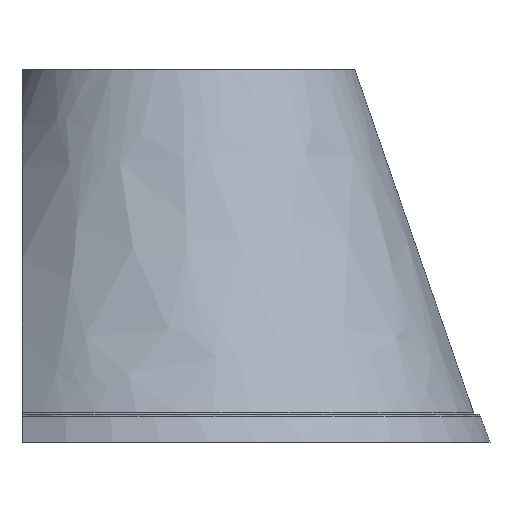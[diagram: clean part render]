
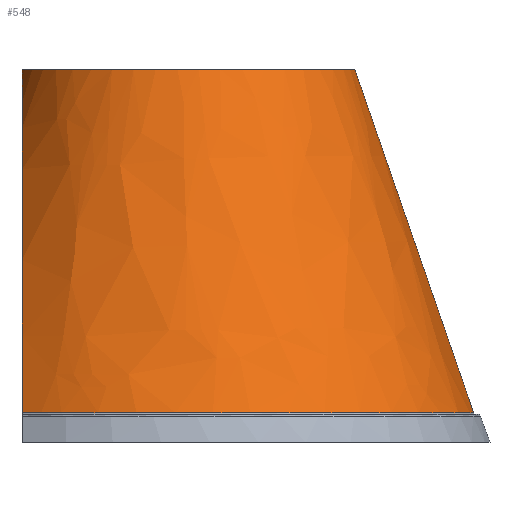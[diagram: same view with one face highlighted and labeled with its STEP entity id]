
A CAD part, front view. The second image highlights one B-rep face of the part: STEP entity #548.
In plain terms, the highlighted free-form (B-spline) face has degree [2, 1] with [5, 2] control points.
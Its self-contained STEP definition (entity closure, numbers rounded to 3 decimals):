
#113=(
BOUNDED_SURFACE()
B_SPLINE_SURFACE(2,1,((#12529,#12530),(#12531,#12532),(#12533,#12534),(#12535,
#12536),(#12537,#12538)),.UNSPECIFIED.,.F.,.F.,.F.)
B_SPLINE_SURFACE_WITH_KNOTS((3,2,3),(2,2),(389.989,582.027,
774.064),(200.003,342.664),.UNSPECIFIED.)
GEOMETRIC_REPRESENTATION_ITEM()
RATIONAL_B_SPLINE_SURFACE(((1.,1.),(0.711,0.711),
(1.,1.),(0.711,0.711),(1.,1.)))
REPRESENTATION_ITEM('')
SURFACE()
);
#249=(
BOUNDED_CURVE()
B_SPLINE_CURVE(2,(#9351,#9352,#9353,#9354,#9355),.UNSPECIFIED.,.F.,.F.)
B_SPLINE_CURVE_WITH_KNOTS((3,2,3),(389.989,582.027,774.064),
.UNSPECIFIED.)
CURVE()
GEOMETRIC_REPRESENTATION_ITEM()
RATIONAL_B_SPLINE_CURVE((1.,0.711,1.,0.711,1.))
REPRESENTATION_ITEM('')
);
#250=(
BOUNDED_CURVE()
B_SPLINE_CURVE(1,(#9356,#9357),.UNSPECIFIED.,.F.,.F.)
B_SPLINE_CURVE_WITH_KNOTS((2,2),(200.003,342.664),.UNSPECIFIED.)
CURVE()
GEOMETRIC_REPRESENTATION_ITEM()
RATIONAL_B_SPLINE_CURVE((1.,1.))
REPRESENTATION_ITEM('')
);
#251=(
BOUNDED_CURVE()
B_SPLINE_CURVE(2,(#9358,#9359,#9360,#9361,#9362),.UNSPECIFIED.,.F.,.F.)
B_SPLINE_CURVE_WITH_KNOTS((3,2,3),(-774.064,-582.027,-502.913),
.UNSPECIFIED.)
CURVE()
GEOMETRIC_REPRESENTATION_ITEM()
RATIONAL_B_SPLINE_CURVE((1.,0.711,1.,0.95,1.))
REPRESENTATION_ITEM('')
);
#548=ADVANCED_FACE('',(#785),#113,.T.);
#785=FACE_OUTER_BOUND('',#1029,.T.);
#1029=EDGE_LOOP('',(#2275,#2276,#2277,#2278));
#2275=ORIENTED_EDGE('',*,*,#3202,.T.);
#2276=ORIENTED_EDGE('',*,*,#3199,.T.);
#2277=ORIENTED_EDGE('',*,*,#3200,.T.);
#2278=ORIENTED_EDGE('',*,*,#3201,.T.);
#3199=EDGE_CURVE('',#3864,#3865,#249,.T.);
#3200=EDGE_CURVE('',#3865,#3866,#250,.T.);
#3201=EDGE_CURVE('',#3866,#3867,#251,.T.);
#3202=EDGE_CURVE('',#3867,#3864,#4719,.T.);
#3864=VERTEX_POINT('',#13058);
#3865=VERTEX_POINT('',#13059);
#3866=VERTEX_POINT('',#13060);
#3867=VERTEX_POINT('',#13061);
#4719=B_SPLINE_CURVE_WITH_KNOTS('',3,(#9363,#9364,#9365,#9366,#9367,#9368,
#9369,#9370,#9371,#9372),.UNSPECIFIED.,.F.,.F.,(4,2,2,2,4),(0.,0.492,
0.747,0.873,1.),.UNSPECIFIED.);
#9351=CARTESIAN_POINT('',(0.,-1.569,73.25));
#9352=CARTESIAN_POINT('',(1.55,-66.139,73.25));
#9353=CARTESIAN_POINT('',(66.135,-65.364,73.25));
#9354=CARTESIAN_POINT('',(130.719,-64.589,73.25));
#9355=CARTESIAN_POINT('',(130.719,0.,73.25));
#9356=CARTESIAN_POINT('',(130.719,0.,73.25));
#9357=CARTESIAN_POINT('',(177.346,0.,-61.577));
#9358=CARTESIAN_POINT('',(177.346,0.,-61.577));
#9359=CARTESIAN_POINT('',(177.346,-110.66,-61.577));
#9360=CARTESIAN_POINT('',(66.694,-111.988,-61.577));
#9361=CARTESIAN_POINT('',(29.891,-112.43,-61.577));
#9362=CARTESIAN_POINT('',(0.,-90.954,-61.577));
#9363=CARTESIAN_POINT('',(0.,-90.954,-61.577));
#9364=CARTESIAN_POINT('',(0.,-78.583,-32.527));
#9365=CARTESIAN_POINT('',(-0.027,-64.227,-0.683));
#9366=CARTESIAN_POINT('',(0.037,-42.433,37.7));
#9367=CARTESIAN_POINT('',(0.009,-34.371,49.944));
#9368=CARTESIAN_POINT('',(0.002,-22.011,63.183));
#9369=CARTESIAN_POINT('',(0.001,-17.732,66.815));
#9370=CARTESIAN_POINT('',(0.004,-9.545,71.664));
#9371=CARTESIAN_POINT('',(0.,-5.548,72.974));
#9372=CARTESIAN_POINT('',(0.,-1.569,73.25));
#12529=CARTESIAN_POINT('',(0.,-1.569,73.25));
#12530=CARTESIAN_POINT('',(-46.614,-2.688,-61.577));
#12531=CARTESIAN_POINT('',(1.55,-66.139,73.25));
#12532=CARTESIAN_POINT('',(-43.958,-113.317,-61.577));
#12533=CARTESIAN_POINT('',(66.135,-65.364,73.25));
#12534=CARTESIAN_POINT('',(66.694,-111.988,-61.577));
#12535=CARTESIAN_POINT('',(130.719,-64.589,73.25));
#12536=CARTESIAN_POINT('',(177.346,-110.66,-61.577));
#12537=CARTESIAN_POINT('',(130.719,0.,73.25));
#12538=CARTESIAN_POINT('',(177.346,0.,-61.577));
#13058=CARTESIAN_POINT('',(0.,-1.569,73.25));
#13059=CARTESIAN_POINT('',(130.719,0.,73.25));
#13060=CARTESIAN_POINT('',(177.346,0.,-61.577));
#13061=CARTESIAN_POINT('',(0.,-90.954,-61.577));
